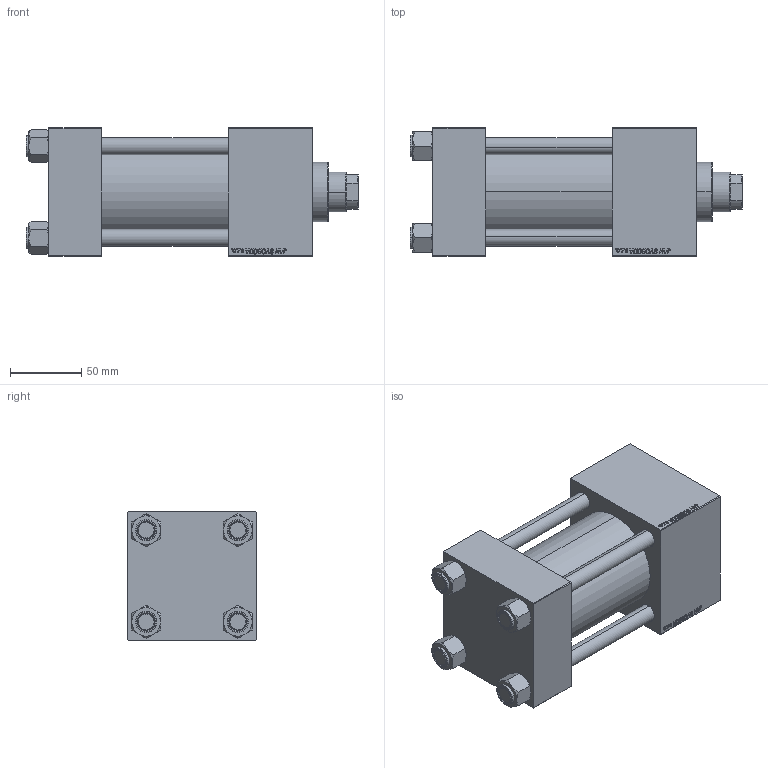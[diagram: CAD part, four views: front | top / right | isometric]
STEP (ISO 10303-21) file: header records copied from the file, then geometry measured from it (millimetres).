
FILE_DESCRIPTION (( 'STEP AP203' ), '1' );
FILE_NAME ('9fd8.STEP', '2023-08-23T06:54:01', ( '' ), ( '' ), 'SwSTEP 2.0', 'SolidWorks 2019', '' );
FILE_SCHEMA (( 'CONFIG_CONTROL_DESIGN' ));
Length unit declared in the file: millimetre
Products named in the file (6): 9fd8; V215CR_C_Body 45f4a94eea07a7cf954eda50e647028b; V215CR_C_TYCINKA 45f4a94eea07a7cf954eda50e647028b; V215_VC_A 45f4a94eea07a7cf954eda50e647028b; V215CR_VCP_C 45f4a94eea07a7cf954eda50e647028b; NUT_M5_C 45f4a94eea07a7cf954eda50e647028b
Assembly tree (11 placements, depth 2):
  9fd8
    V215CR_C_Body 45f4a94eea07a7cf954eda50e647028b
    V215CR_VCP_C 45f4a94eea07a7cf954eda50e647028b
    NUT_M5_C 45f4a94eea07a7cf954eda50e647028b  x4
    V215CR_C_TYCINKA 45f4a94eea07a7cf954eda50e647028b  x4
    V215_VC_A 45f4a94eea07a7cf954eda50e647028b
Bounding box: 233 x 90 x 90 mm (x, y, z)
Volume: 997467.8 mm3; surface area: 198737.4 mm2
Topology: 11 solids, 11 shells, 1149 faces, 2878 edges, 1867 vertices
Faces by surface type: plane 526, bspline 392, cone 136, cylinder 87, torus 8
Entity records: 50249 total; most frequent: CARTESIAN_POINT 27116, ORIENTED_EDGE 5248, DIRECTION 3308, EDGE_CURVE 2624, VERTEX_POINT 1723, LINE 1592, VECTOR 1592, EDGE_LOOP 1157
